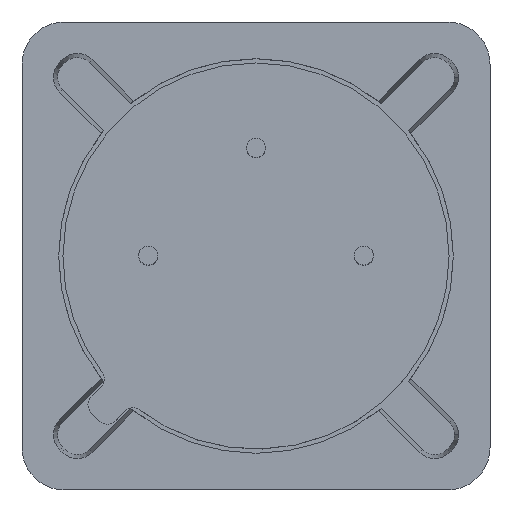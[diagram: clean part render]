
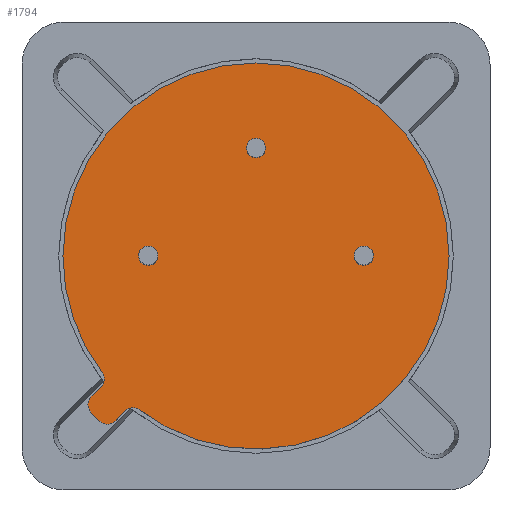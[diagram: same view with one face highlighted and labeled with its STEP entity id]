
A CAD part, top view. The second image highlights one B-rep face of the part: STEP entity #1794.
In plain terms, the highlighted face is planar.
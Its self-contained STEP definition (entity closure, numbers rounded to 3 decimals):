
#17 = ORIENTED_EDGE ( 'NONE', *, *, #1934, .T. ) ;
#26 = AXIS2_PLACEMENT_3D ( 'NONE', #518, #1502, #2465 ) ;
#82 = EDGE_CURVE ( 'NONE', #1277, #1590, #1917, .T. ) ;
#187 = CARTESIAN_POINT ( 'NONE',  ( 2.752, -3.623, 0. ) ) ;
#201 = DIRECTION ( 'NONE',  ( 1., 0., 0. ) ) ;
#210 = CARTESIAN_POINT ( 'NONE',  ( 3.822, -2.903, 0. ) ) ;
#226 = VERTEX_POINT ( 'NONE', #848 ) ;
#236 = CARTESIAN_POINT ( 'NONE',  ( 3.646, -3.08, 0. ) ) ;
#248 = CARTESIAN_POINT ( 'NONE',  ( 3.889, -3.323, 0. ) ) ;
#272 = DIRECTION ( 'NONE',  ( 0., 0., 1. ) ) ;
#276 = LINE ( 'NONE', #851, #2507 ) ;
#311 = DIRECTION ( 'NONE',  ( 1., 0., 0. ) ) ;
#316 = ORIENTED_EDGE ( 'NONE', *, *, #1707, .F. ) ;
#336 = CARTESIAN_POINT ( 'NONE',  ( 3.712, -3.5, 0. ) ) ;
#364 = VECTOR ( 'NONE', #386, 1000. ) ;
#386 = DIRECTION ( 'NONE',  ( -0.707, -0.707, 0. ) ) ;
#399 = DIRECTION ( 'NONE',  ( 0., 0., -1. ) ) ;
#409 = CARTESIAN_POINT ( 'NONE',  ( 3.677, -3.889, 0. ) ) ;
#416 = DIRECTION ( 'NONE',  ( 1., 0., 0. ) ) ;
#429 = CIRCLE ( 'NONE', #1791, 0.25 ) ;
#478 = EDGE_CURVE ( 'NONE', #1940, #2345, #1811, .T. ) ;
#482 = ORIENTED_EDGE ( 'NONE', *, *, #478, .T. ) ;
#491 = CARTESIAN_POINT ( 'NONE',  ( 0., 0., 0. ) ) ;
#518 = CARTESIAN_POINT ( 'NONE',  ( 3.712, -3.5, 0. ) ) ;
#533 = VERTEX_POINT ( 'NONE', #2474 ) ;
#598 = CARTESIAN_POINT ( 'NONE',  ( 2.903, -3.822, 0. ) ) ;
#637 = ORIENTED_EDGE ( 'NONE', *, *, #992, .T. ) ;
#646 = CARTESIAN_POINT ( 'NONE',  ( 3.822, -2.903, 0. ) ) ;
#685 = CARTESIAN_POINT ( 'NONE',  ( 3.323, -3.889, 0. ) ) ;
#696 = AXIS2_PLACEMENT_3D ( 'NONE', #336, #2293, #311 ) ;
#793 = EDGE_CURVE ( 'NONE', #1251, #1177, #828, .T. ) ;
#799 = DIRECTION ( 'NONE',  ( 0., 0., 1. ) ) ;
#811 = CARTESIAN_POINT ( 'NONE',  ( 0., 0., 0. ) ) ;
#828 = CIRCLE ( 'NONE', #1613, 0.25 ) ;
#848 = CARTESIAN_POINT ( 'NONE',  ( 3.889, -3.677, 0. ) ) ;
#849 = DIRECTION ( 'NONE',  ( 0., 0., 1. ) ) ;
#851 = CARTESIAN_POINT ( 'NONE',  ( 2.922, -3.488, 0. ) ) ;
#879 = EDGE_CURVE ( 'NONE', #1627, #1940, #2503, .T. ) ;
#910 = VECTOR ( 'NONE', #2185, 1000. ) ;
#992 = EDGE_CURVE ( 'NONE', #1719, #1037, #276, .T. ) ;
#1010 = DIRECTION ( 'NONE',  ( -0.707, 0.707, 0. ) ) ;
#1015 = FACE_OUTER_BOUND ( 'NONE', #2514, .T. ) ;
#1027 = DIRECTION ( 'NONE',  ( 1., 0., 0. ) ) ;
#1037 = VERTEX_POINT ( 'NONE', #2205 ) ;
#1048 = AXIS2_PLACEMENT_3D ( 'NONE', #2318, #1953, #1180 ) ;
#1135 = CIRCLE ( 'NONE', #1446, 4.55 ) ;
#1165 = CIRCLE ( 'NONE', #1974, 4.55 ) ;
#1177 = VERTEX_POINT ( 'NONE', #1214 ) ;
#1180 = DIRECTION ( 'NONE',  ( 1., 0., 0. ) ) ;
#1198 = CARTESIAN_POINT ( 'NONE',  ( 3.677, -3.889, 0. ) ) ;
#1203 = DIRECTION ( 'NONE',  ( 0., 0., 1. ) ) ;
#1214 = CARTESIAN_POINT ( 'NONE',  ( 3.572, -2.903, 0. ) ) ;
#1251 = VERTEX_POINT ( 'NONE', #1300 ) ;
#1277 = VERTEX_POINT ( 'NONE', #1881 ) ;
#1283 = ORIENTED_EDGE ( 'NONE', *, *, #1542, .T. ) ;
#1300 = CARTESIAN_POINT ( 'NONE',  ( 3.623, -2.752, 0. ) ) ;
#1399 = ORIENTED_EDGE ( 'NONE', *, *, #82, .F. ) ;
#1446 = AXIS2_PLACEMENT_3D ( 'NONE', #811, #2179, #201 ) ;
#1451 = DIRECTION ( 'NONE',  ( 0., 0., 1. ) ) ;
#1490 = CARTESIAN_POINT ( 'NONE',  ( 3.889, -3.323, 0. ) ) ;
#1499 = CIRCLE ( 'NONE', #696, 0.25 ) ;
#1502 = DIRECTION ( 'NONE',  ( 0., 0., -1. ) ) ;
#1542 = EDGE_CURVE ( 'NONE', #226, #2137, #1834, .T. ) ;
#1565 = DIRECTION ( 'NONE',  ( 1., 0., 0. ) ) ;
#1567 = CARTESIAN_POINT ( 'NONE',  ( 3.5, -3.712, 0. ) ) ;
#1577 = ORIENTED_EDGE ( 'NONE', *, *, #793, .T. ) ;
#1590 = VERTEX_POINT ( 'NONE', #187 ) ;
#1602 = AXIS2_PLACEMENT_3D ( 'NONE', #598, #1203, #1964 ) ;
#1613 = AXIS2_PLACEMENT_3D ( 'NONE', #210, #799, #1565 ) ;
#1618 = AXIS2_PLACEMENT_3D ( 'NONE', #491, #1451, #1642 ) ;
#1627 = VERTEX_POINT ( 'NONE', #236 ) ;
#1642 = DIRECTION ( 'NONE',  ( 1., 0., 0. ) ) ;
#1649 = EDGE_CURVE ( 'NONE', #1177, #1627, #1679, .T. ) ;
#1673 = PLANE ( 'NONE',  #1618 ) ;
#1679 = CIRCLE ( 'NONE', #2248, 0.25 ) ;
#1707 = EDGE_CURVE ( 'NONE', #1251, #533, #1165, .T. ) ;
#1719 = VERTEX_POINT ( 'NONE', #685 ) ;
#1791 = AXIS2_PLACEMENT_3D ( 'NONE', #1567, #399, #416 ) ;
#1794 = ADVANCED_FACE ( 'NONE', ( #1015 ), #1673, .F. ) ;
#1811 = CIRCLE ( 'NONE', #26, 0.25 ) ;
#1833 = CIRCLE ( 'NONE', #1602, 0.25 ) ;
#1834 = LINE ( 'NONE', #409, #364 ) ;
#1837 = ORIENTED_EDGE ( 'NONE', *, *, #2409, .T. ) ;
#1881 = CARTESIAN_POINT ( 'NONE',  ( -4.55, 0., 0. ) ) ;
#1917 = CIRCLE ( 'NONE', #1048, 4.55 ) ;
#1934 = EDGE_CURVE ( 'NONE', #2345, #226, #1499, .T. ) ;
#1940 = VERTEX_POINT ( 'NONE', #1490 ) ;
#1953 = DIRECTION ( 'NONE',  ( 0., 0., 1. ) ) ;
#1964 = DIRECTION ( 'NONE',  ( 1., 0., 0. ) ) ;
#1974 = AXIS2_PLACEMENT_3D ( 'NONE', #2033, #272, #2227 ) ;
#2033 = CARTESIAN_POINT ( 'NONE',  ( 0., 0., 0. ) ) ;
#2076 = EDGE_CURVE ( 'NONE', #2137, #1719, #429, .T. ) ;
#2120 = ORIENTED_EDGE ( 'NONE', *, *, #879, .T. ) ;
#2137 = VERTEX_POINT ( 'NONE', #1198 ) ;
#2170 = ORIENTED_EDGE ( 'NONE', *, *, #1649, .T. ) ;
#2178 = EDGE_CURVE ( 'NONE', #533, #1277, #1135, .T. ) ;
#2179 = DIRECTION ( 'NONE',  ( 0., 0., 1. ) ) ;
#2185 = DIRECTION ( 'NONE',  ( 0.707, -0.707, 0. ) ) ;
#2205 = CARTESIAN_POINT ( 'NONE',  ( 3.08, -3.646, 0. ) ) ;
#2227 = DIRECTION ( 'NONE',  ( 1., 0., 0. ) ) ;
#2248 = AXIS2_PLACEMENT_3D ( 'NONE', #646, #849, #1027 ) ;
#2293 = DIRECTION ( 'NONE',  ( 0., 0., -1. ) ) ;
#2318 = CARTESIAN_POINT ( 'NONE',  ( 0., 0., 0. ) ) ;
#2325 = ORIENTED_EDGE ( 'NONE', *, *, #2178, .F. ) ;
#2345 = VERTEX_POINT ( 'NONE', #2447 ) ;
#2409 = EDGE_CURVE ( 'NONE', #1037, #1590, #1833, .T. ) ;
#2430 = ORIENTED_EDGE ( 'NONE', *, *, #2076, .T. ) ;
#2447 = CARTESIAN_POINT ( 'NONE',  ( 3.962, -3.5, 0. ) ) ;
#2465 = DIRECTION ( 'NONE',  ( 1., 0., 0. ) ) ;
#2474 = CARTESIAN_POINT ( 'NONE',  ( 4.55, 0., 0. ) ) ;
#2503 = LINE ( 'NONE', #248, #910 ) ;
#2507 = VECTOR ( 'NONE', #1010, 1000. ) ;
#2514 = EDGE_LOOP ( 'NONE', ( #316, #1577, #2170, #2120, #482, #17, #1283, #2430, #637, #1837, #1399, #2325 ) ) ;
